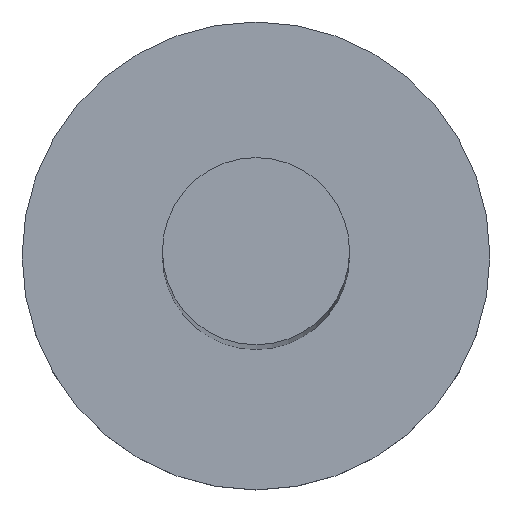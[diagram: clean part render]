
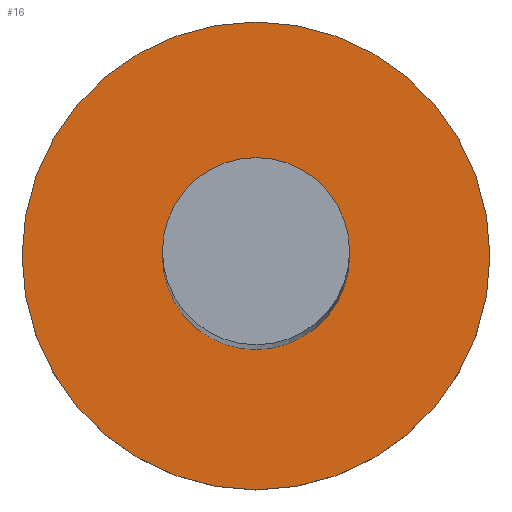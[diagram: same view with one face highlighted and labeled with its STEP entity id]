
A CAD part, top view. The second image highlights one B-rep face of the part: STEP entity #16.
In plain terms, the highlighted planar face has unit normal (0, 0, 1).
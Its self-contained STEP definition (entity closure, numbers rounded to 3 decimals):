
#1 = AXIS2_PLACEMENT_3D ( 'NONE', #192, #190, #187 ) ;
#2 = EDGE_CURVE ( 'NONE', #64, #48, #72, .T. ) ;
#14 = AXIS2_PLACEMENT_3D ( 'NONE', #226, #228, #214 ) ;
#16 = ADVANCED_FACE ( 'NONE', ( #75, #111 ), #150, .T. ) ;
#31 = EDGE_LOOP ( 'NONE', ( #102, #55 ) ) ;
#47 = EDGE_LOOP ( 'NONE', ( #205, #70 ) ) ;
#48 = VERTEX_POINT ( 'NONE', #251 ) ;
#52 = CIRCLE ( 'NONE', #142, 3. ) ;
#55 = ORIENTED_EDGE ( 'NONE', *, *, #122, .F. ) ;
#62 = VERTEX_POINT ( 'NONE', #249 ) ;
#64 = VERTEX_POINT ( 'NONE', #248 ) ;
#70 = ORIENTED_EDGE ( 'NONE', *, *, #202, .T. ) ;
#72 = CIRCLE ( 'NONE', #14, 7.5 ) ;
#75 = FACE_BOUND ( 'NONE', #31, .T. ) ;
#94 = CIRCLE ( 'NONE', #185, 3. ) ;
#96 = VERTEX_POINT ( 'NONE', #244 ) ;
#102 = ORIENTED_EDGE ( 'NONE', *, *, #146, .F. ) ;
#111 = FACE_OUTER_BOUND ( 'NONE', #47, .T. ) ;
#113 = CIRCLE ( 'NONE', #1, 7.5 ) ;
#117 = AXIS2_PLACEMENT_3D ( 'NONE', #165, #147, #255 ) ;
#122 = EDGE_CURVE ( 'NONE', #62, #96, #52, .T. ) ;
#142 = AXIS2_PLACEMENT_3D ( 'NONE', #224, #223, #220 ) ;
#146 = EDGE_CURVE ( 'NONE', #96, #62, #94, .T. ) ;
#147 = DIRECTION ( 'NONE',  ( 0., 0., 1. ) ) ;
#150 = PLANE ( 'NONE',  #117 ) ;
#165 = CARTESIAN_POINT ( 'NONE',  ( 0., 0., 0. ) ) ;
#185 = AXIS2_PLACEMENT_3D ( 'NONE', #206, #204, #203 ) ;
#187 = DIRECTION ( 'NONE',  ( 1., 0., 0. ) ) ;
#190 = DIRECTION ( 'NONE',  ( 0., 0., 1. ) ) ;
#192 = CARTESIAN_POINT ( 'NONE',  ( 0., 0., 0. ) ) ;
#202 = EDGE_CURVE ( 'NONE', #48, #64, #113, .T. ) ;
#203 = DIRECTION ( 'NONE',  ( 1., 0., 0. ) ) ;
#204 = DIRECTION ( 'NONE',  ( 0., 0., 1. ) ) ;
#205 = ORIENTED_EDGE ( 'NONE', *, *, #2, .T. ) ;
#206 = CARTESIAN_POINT ( 'NONE',  ( 0., 0., 0. ) ) ;
#214 = DIRECTION ( 'NONE',  ( 1., 0., 0. ) ) ;
#220 = DIRECTION ( 'NONE',  ( 1., 0., 0. ) ) ;
#223 = DIRECTION ( 'NONE',  ( 0., 0., 1. ) ) ;
#224 = CARTESIAN_POINT ( 'NONE',  ( 0., 0., 0. ) ) ;
#226 = CARTESIAN_POINT ( 'NONE',  ( 0., 0., 0. ) ) ;
#228 = DIRECTION ( 'NONE',  ( 0., 0., 1. ) ) ;
#244 = CARTESIAN_POINT ( 'NONE',  ( -3., 0., 0. ) ) ;
#248 = CARTESIAN_POINT ( 'NONE',  ( 7.5, 0., 0. ) ) ;
#249 = CARTESIAN_POINT ( 'NONE',  ( 3., 0., 0. ) ) ;
#251 = CARTESIAN_POINT ( 'NONE',  ( -7.5, 0., 0. ) ) ;
#255 = DIRECTION ( 'NONE',  ( 1., 0., 0. ) ) ;
